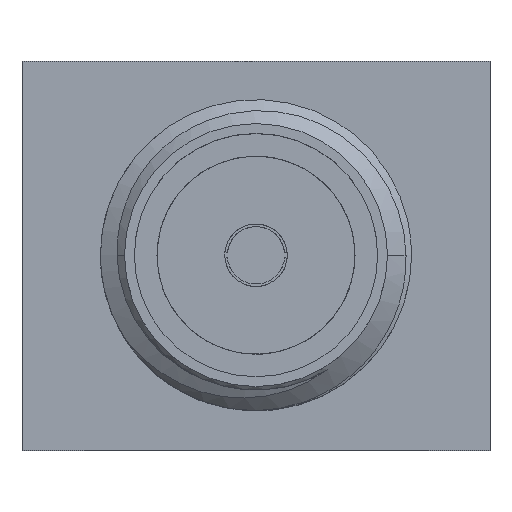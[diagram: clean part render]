
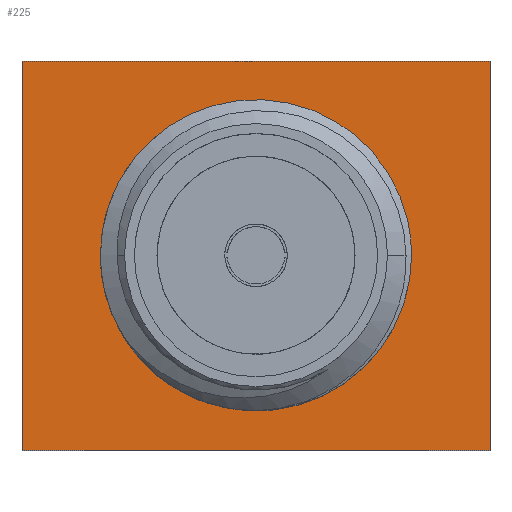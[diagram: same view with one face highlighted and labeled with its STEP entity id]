
A CAD part, top view. The second image highlights one B-rep face of the part: STEP entity #225.
In plain terms, the highlighted planar face has unit normal (0, 0, 1).
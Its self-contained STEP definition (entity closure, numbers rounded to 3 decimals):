
#225=ADVANCED_FACE('',(#512,#513),#514,.T.);
#512=FACE_OUTER_BOUND('',#1164,.T.);
#513=FACE_BOUND('',#1165,.T.);
#514=PLANE('',#1166);
#1164=EDGE_LOOP('',(#1771,#1772,#1773,#1774));
#1165=EDGE_LOOP('',(#1775,#1776));
#1166=AXIS2_PLACEMENT_3D('',#1777,#1778,#1779);
#1771=ORIENTED_EDGE('',*,*,#2557,.T.);
#1772=ORIENTED_EDGE('',*,*,#2558,.T.);
#1773=ORIENTED_EDGE('',*,*,#2559,.T.);
#1774=ORIENTED_EDGE('',*,*,#2560,.T.);
#1775=ORIENTED_EDGE('',*,*,#2491,.T.);
#1776=ORIENTED_EDGE('',*,*,#2555,.T.);
#1777=CARTESIAN_POINT('',(0.0,0.0,1.27));
#1778=DIRECTION('',(0.0,0.0,1.0));
#1779=DIRECTION('',(1.0,0.0,0.0));
#2491=EDGE_CURVE('',#2948,#2945,#2949,.T.);
#2555=EDGE_CURVE('',#2945,#2948,#3036,.T.);
#2557=EDGE_CURVE('',#3038,#3039,#3040,.T.);
#2558=EDGE_CURVE('',#3039,#3041,#3042,.T.);
#2559=EDGE_CURVE('',#3041,#3043,#3044,.T.);
#2560=EDGE_CURVE('',#3043,#3038,#3045,.T.);
#2945=VERTEX_POINT('',#6204);
#2948=VERTEX_POINT('',#6208);
#2949=CIRCLE('',#6209,2.675);
#3036=CIRCLE('',#6965,2.675);
#3038=VERTEX_POINT('',#6967);
#3039=VERTEX_POINT('',#6968);
#3040=LINE('',#6969,#6970);
#3041=VERTEX_POINT('',#6971);
#3042=LINE('',#6972,#6973);
#3043=VERTEX_POINT('',#6974);
#3044=LINE('',#6975,#6976);
#3045=LINE('',#6977,#6978);
#6204=CARTESIAN_POINT('',(-2.675,0.,1.27));
#6208=CARTESIAN_POINT('',(2.675,0.0,1.27));
#6209=AXIS2_PLACEMENT_3D('',#7444,#7445,#7446);
#6965=AXIS2_PLACEMENT_3D('',#7510,#7511,#7512);
#6967=CARTESIAN_POINT('',(-4.76,3.96,1.27));
#6968=CARTESIAN_POINT('',(-4.76,-3.96,1.27));
#6969=CARTESIAN_POINT('',(-4.76,3.96,1.27));
#6970=VECTOR('',#7513,1000.0);
#6971=CARTESIAN_POINT('',(4.76,-3.96,1.27));
#6972=CARTESIAN_POINT('',(-4.76,-3.96,1.27));
#6973=VECTOR('',#7514,1000.0);
#6974=CARTESIAN_POINT('',(4.76,3.96,1.27));
#6975=CARTESIAN_POINT('',(4.76,-3.96,1.27));
#6976=VECTOR('',#7515,1000.0);
#6977=CARTESIAN_POINT('',(4.76,3.96,1.27));
#6978=VECTOR('',#7516,1000.0);
#7444=CARTESIAN_POINT('',(0.0,0.0,1.27));
#7445=DIRECTION('',(0.0,0.0,-1.0));
#7446=DIRECTION('',(1.0,0.0,0.0));
#7510=CARTESIAN_POINT('',(0.0,0.0,1.27));
#7511=DIRECTION('',(0.0,0.0,-1.0));
#7512=DIRECTION('',(1.0,0.0,0.0));
#7513=DIRECTION('',(0.0,-1.0,0.0));
#7514=DIRECTION('',(1.0,0.,0.0));
#7515=DIRECTION('',(0.0,1.0,0.0));
#7516=DIRECTION('',(-1.0,0.,0.0));
